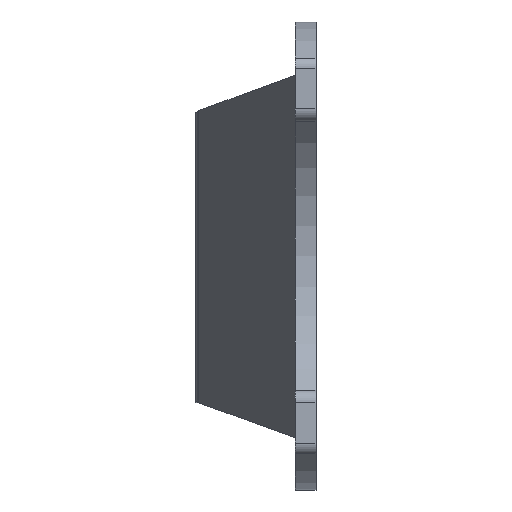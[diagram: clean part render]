
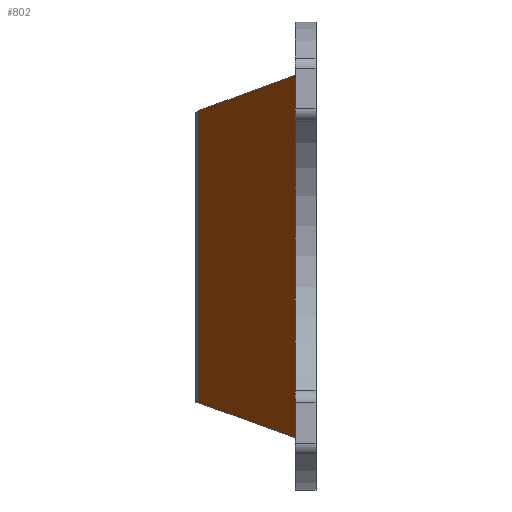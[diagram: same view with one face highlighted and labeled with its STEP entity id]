
A CAD part, top view. The second image highlights one B-rep face of the part: STEP entity #802.
In plain terms, the highlighted planar face has unit normal (-0.866, 0, 0.5).
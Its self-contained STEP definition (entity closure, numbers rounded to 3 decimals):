
#65=PLANE('',#912);
#104=FACE_OUTER_BOUND('',#171,.T.);
#171=EDGE_LOOP('',(#712,#713,#714,#715));
#221=LINE('',#1352,#275);
#223=LINE('',#1361,#277);
#227=LINE('',#1373,#281);
#231=LINE('',#1382,#285);
#275=VECTOR('',#1117,10.);
#277=VECTOR('',#1129,10.);
#281=VECTOR('',#1143,10.);
#285=VECTOR('',#1157,10.);
#396=VERTEX_POINT('',#1339);
#401=VERTEX_POINT('',#1350);
#402=VERTEX_POINT('',#1358);
#403=VERTEX_POINT('',#1360);
#500=EDGE_CURVE('',#396,#401,#221,.T.);
#504=EDGE_CURVE('',#403,#402,#223,.T.);
#511=EDGE_CURVE('',#402,#396,#227,.T.);
#515=EDGE_CURVE('',#401,#403,#231,.T.);
#712=ORIENTED_EDGE('',*,*,#504,.T.);
#713=ORIENTED_EDGE('',*,*,#511,.T.);
#714=ORIENTED_EDGE('',*,*,#500,.T.);
#715=ORIENTED_EDGE('',*,*,#515,.T.);
#802=ADVANCED_FACE('',(#104),#65,.T.);
#912=AXIS2_PLACEMENT_3D('',#1381,#1155,#1156);
#1117=DIRECTION('',(0.492,-0.18,0.852));
#1129=DIRECTION('',(-0.492,-0.18,-0.852));
#1143=DIRECTION('',(0.,-1.,0.));
#1155=DIRECTION('center_axis',(-0.866,0.,0.5));
#1156=DIRECTION('ref_axis',(0.5,0.,0.866));
#1157=DIRECTION('',(0.,1.,0.));
#1339=CARTESIAN_POINT('',(-11.752,-17.774,-53.854));
#1350=CARTESIAN_POINT('',(-0.013,-22.06,-33.523));
#1352=CARTESIAN_POINT('',(-0.482,-21.889,-34.336));
#1358=CARTESIAN_POINT('',(-11.752,17.774,-53.854));
#1360=CARTESIAN_POINT('',(-0.013,22.06,-33.523));
#1361=CARTESIAN_POINT('',(-11.266,17.951,-53.013));
#1373=CARTESIAN_POINT('',(-11.752,0.,-53.854));
#1381=CARTESIAN_POINT('Origin',(-12.1,0.,-54.458));
#1382=CARTESIAN_POINT('',(-0.013,0.,-33.523));
